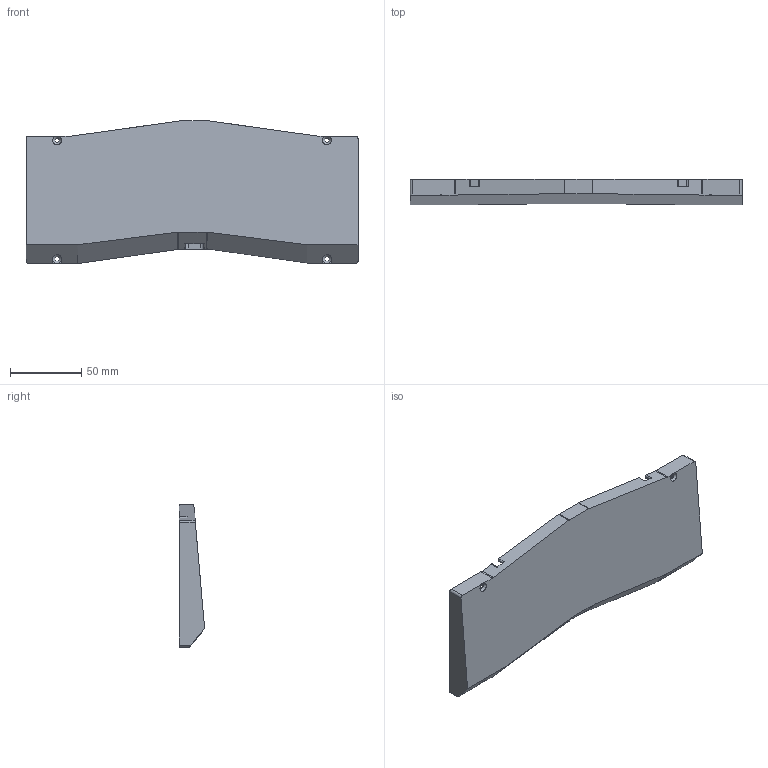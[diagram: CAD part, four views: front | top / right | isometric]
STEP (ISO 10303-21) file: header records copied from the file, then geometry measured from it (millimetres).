
FILE_DESCRIPTION(/* description */ (''),/* implementation_level */ '2;1');
FILE_NAME(/* name */ 'Bottom.step',/* time_stamp */ '2021-08-29T17:21:12+02:00',/* author */ (''),/* organization */ (''),/* preprocessor_version */ 'ST-DEVELOPER v18.1',/* originating_system */ 'Autodesk Translation Framework v10.10.0.1391',/* authorisation */ '');
FILE_SCHEMA (('AUTOMOTIVE_DESIGN { 1 0 10303 214 3 1 1 }'));
Length unit declared in the file: millimetre
Products named in the file (1): Bottom
Bounding box: 233.27 x 17.74 x 100.02 mm (x, y, z)
Volume: 116110.1 mm3; surface area: 55424.9 mm2
Topology: 1 solids, 1 shells, 148 faces, 434 edges, 282 vertices
Faces by surface type: plane 70, cylinder 62, cone 8, bspline 8
Full cylindrical faces by diameter (mm): 3.2 x4
Entity records: 5268 total; most frequent: CARTESIAN_POINT 1208, ORIENTED_EDGE 868, DIRECTION 850, EDGE_CURVE 434, AXIS2_PLACEMENT_3D 289, VERTEX_POINT 282, LINE 272, VECTOR 272
